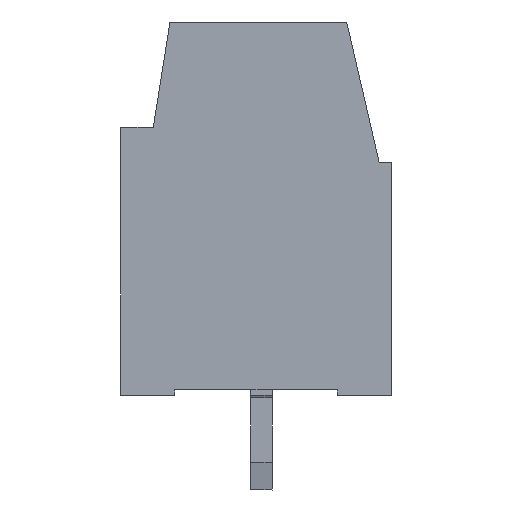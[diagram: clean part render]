
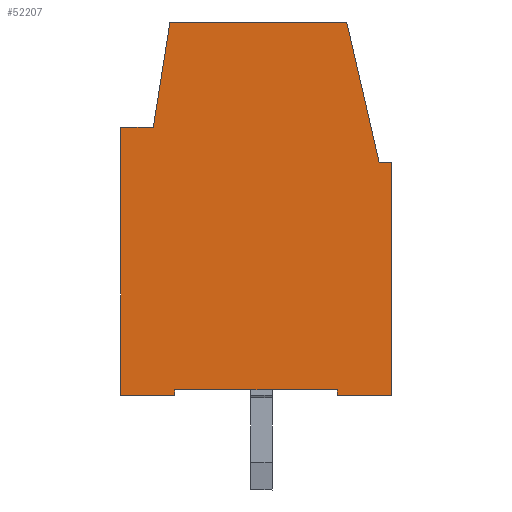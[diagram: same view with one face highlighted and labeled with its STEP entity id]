
A CAD part, left-side view. The second image highlights one B-rep face of the part: STEP entity #52207.
In plain terms, the highlighted planar face has unit normal (-1, 0, 0).
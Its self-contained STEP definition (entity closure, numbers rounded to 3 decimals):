
#52115=AXIS2_PLACEMENT_3D('Plane Axis2P3D',#52112,#52113,#52114) ;
#51723=CARTESIAN_POINT('Vertex',(0.,0.,12.101)) ;
#51726=CARTESIAN_POINT('Line Origine',(0.,0.,7.8)) ;
#51730=CARTESIAN_POINT('Vertex',(0.,0.,3.5)) ;
#52096=CARTESIAN_POINT('Vertex',(0.,0.445,12.1)) ;
#52099=CARTESIAN_POINT('Line Origine',(0.,0.223,12.1)) ;
#52112=CARTESIAN_POINT('Axis2P3D Location',(0.,3.449,14.)) ;
#52117=CARTESIAN_POINT('Line Origine',(0.,1.027,14.623)) ;
#52121=CARTESIAN_POINT('Vertex',(0.,1.609,17.145)) ;
#52124=CARTESIAN_POINT('Line Origine',(0.,1.627,17.223)) ;
#52128=CARTESIAN_POINT('Vertex',(0.,1.645,17.3)) ;
#52131=CARTESIAN_POINT('Line Origine',(0.,4.913,17.3)) ;
#52135=CARTESIAN_POINT('Vertex',(0.,8.181,17.301)) ;
#52138=CARTESIAN_POINT('Line Origine',(0.,8.49,15.351)) ;
#52142=CARTESIAN_POINT('Vertex',(0.,8.799,13.401)) ;
#52145=CARTESIAN_POINT('Line Origine',(0.,9.399,13.401)) ;
#52149=CARTESIAN_POINT('Vertex',(0.,9.999,13.401)) ;
#52152=CARTESIAN_POINT('Line Origine',(0.,10.,8.451)) ;
#52156=CARTESIAN_POINT('Vertex',(0.,10.,3.501)) ;
#52159=CARTESIAN_POINT('Line Origine',(0.,9.,3.501)) ;
#52163=CARTESIAN_POINT('Vertex',(0.,8.,3.501)) ;
#52166=CARTESIAN_POINT('Line Origine',(0.,8.,3.601)) ;
#52170=CARTESIAN_POINT('Vertex',(0.,8.,3.701)) ;
#52173=CARTESIAN_POINT('Line Origine',(0.,5.,3.7)) ;
#52177=CARTESIAN_POINT('Vertex',(0.,2.,3.7)) ;
#52180=CARTESIAN_POINT('Line Origine',(0.,2.,3.6)) ;
#52184=CARTESIAN_POINT('Vertex',(0.,2.,3.5)) ;
#52187=CARTESIAN_POINT('Line Origine',(0.,1.,3.5)) ;
#51727=DIRECTION('Vector Direction',(0.,0.,1.)) ;
#52100=DIRECTION('Vector Direction',(0.,-1.,0.001)) ;
#52113=DIRECTION('Axis2P3D Direction',(1.,0.,0.)) ;
#52114=DIRECTION('Axis2P3D XDirection',(0.,1.,0.)) ;
#52118=DIRECTION('Vector Direction',(0.,0.225,0.974)) ;
#52125=DIRECTION('Vector Direction',(0.,0.225,0.974)) ;
#52132=DIRECTION('Vector Direction',(0.,-1.,0.)) ;
#52139=DIRECTION('Vector Direction',(0.,0.157,-0.988)) ;
#52146=DIRECTION('Vector Direction',(0.,-1.,0.)) ;
#52153=DIRECTION('Vector Direction',(0.,0.,-1.)) ;
#52160=DIRECTION('Vector Direction',(0.,-1.,0.)) ;
#52167=DIRECTION('Vector Direction',(0.,0.,1.)) ;
#52174=DIRECTION('Vector Direction',(0.,-1.,0.)) ;
#52181=DIRECTION('Vector Direction',(0.,0.,-1.)) ;
#52188=DIRECTION('Vector Direction',(0.,-1.,0.)) ;
#51728=VECTOR('Line Direction',#51727,1.) ;
#52101=VECTOR('Line Direction',#52100,1.) ;
#52119=VECTOR('Line Direction',#52118,1.) ;
#52126=VECTOR('Line Direction',#52125,1.) ;
#52133=VECTOR('Line Direction',#52132,1.) ;
#52140=VECTOR('Line Direction',#52139,1.) ;
#52147=VECTOR('Line Direction',#52146,1.) ;
#52154=VECTOR('Line Direction',#52153,1.) ;
#52161=VECTOR('Line Direction',#52160,1.) ;
#52168=VECTOR('Line Direction',#52167,1.) ;
#52175=VECTOR('Line Direction',#52174,1.) ;
#52182=VECTOR('Line Direction',#52181,1.) ;
#52189=VECTOR('Line Direction',#52188,1.) ;
#52193=ORIENTED_EDGE('',*,*,#51732,.T.) ;
#52194=ORIENTED_EDGE('',*,*,#52103,.F.) ;
#52195=ORIENTED_EDGE('',*,*,#52123,.T.) ;
#52196=ORIENTED_EDGE('',*,*,#52130,.T.) ;
#52197=ORIENTED_EDGE('',*,*,#52137,.F.) ;
#52198=ORIENTED_EDGE('',*,*,#52144,.T.) ;
#52199=ORIENTED_EDGE('',*,*,#52151,.F.) ;
#52200=ORIENTED_EDGE('',*,*,#52158,.T.) ;
#52201=ORIENTED_EDGE('',*,*,#52165,.T.) ;
#52202=ORIENTED_EDGE('',*,*,#52172,.T.) ;
#52203=ORIENTED_EDGE('',*,*,#52179,.T.) ;
#52204=ORIENTED_EDGE('',*,*,#52186,.T.) ;
#52205=ORIENTED_EDGE('',*,*,#52191,.T.) ;
#52207=ADVANCED_FACE('COVER',(#52206),#52116,.F.) ;
#51732=EDGE_CURVE('',#51731,#51724,#51729,.T.) ;
#52103=EDGE_CURVE('',#52097,#51724,#52102,.T.) ;
#52123=EDGE_CURVE('',#52097,#52122,#52120,.T.) ;
#52130=EDGE_CURVE('',#52122,#52129,#52127,.T.) ;
#52137=EDGE_CURVE('',#52136,#52129,#52134,.T.) ;
#52144=EDGE_CURVE('',#52136,#52143,#52141,.T.) ;
#52151=EDGE_CURVE('',#52150,#52143,#52148,.T.) ;
#52158=EDGE_CURVE('',#52150,#52157,#52155,.T.) ;
#52165=EDGE_CURVE('',#52157,#52164,#52162,.T.) ;
#52172=EDGE_CURVE('',#52164,#52171,#52169,.T.) ;
#52179=EDGE_CURVE('',#52171,#52178,#52176,.T.) ;
#52186=EDGE_CURVE('',#52178,#52185,#52183,.T.) ;
#52191=EDGE_CURVE('',#52185,#51731,#52190,.T.) ;
#52192=EDGE_LOOP('',(#52193,#52194,#52195,#52196,#52197,#52198,#52199,#52200,#52201,#52202,#52203,#52204,#52205)) ;
#52206=FACE_OUTER_BOUND('',#52192,.T.) ;
#51729=LINE('Line',#51726,#51728) ;
#52102=LINE('Line',#52099,#52101) ;
#52120=LINE('Line',#52117,#52119) ;
#52127=LINE('Line',#52124,#52126) ;
#52134=LINE('Line',#52131,#52133) ;
#52141=LINE('Line',#52138,#52140) ;
#52148=LINE('Line',#52145,#52147) ;
#52155=LINE('Line',#52152,#52154) ;
#52162=LINE('Line',#52159,#52161) ;
#52169=LINE('Line',#52166,#52168) ;
#52176=LINE('Line',#52173,#52175) ;
#52183=LINE('Line',#52180,#52182) ;
#52190=LINE('Line',#52187,#52189) ;
#52116=PLANE('',#52115) ;
#51724=VERTEX_POINT('',#51723) ;
#51731=VERTEX_POINT('',#51730) ;
#52097=VERTEX_POINT('',#52096) ;
#52122=VERTEX_POINT('',#52121) ;
#52129=VERTEX_POINT('',#52128) ;
#52136=VERTEX_POINT('',#52135) ;
#52143=VERTEX_POINT('',#52142) ;
#52150=VERTEX_POINT('',#52149) ;
#52157=VERTEX_POINT('',#52156) ;
#52164=VERTEX_POINT('',#52163) ;
#52171=VERTEX_POINT('',#52170) ;
#52178=VERTEX_POINT('',#52177) ;
#52185=VERTEX_POINT('',#52184) ;
